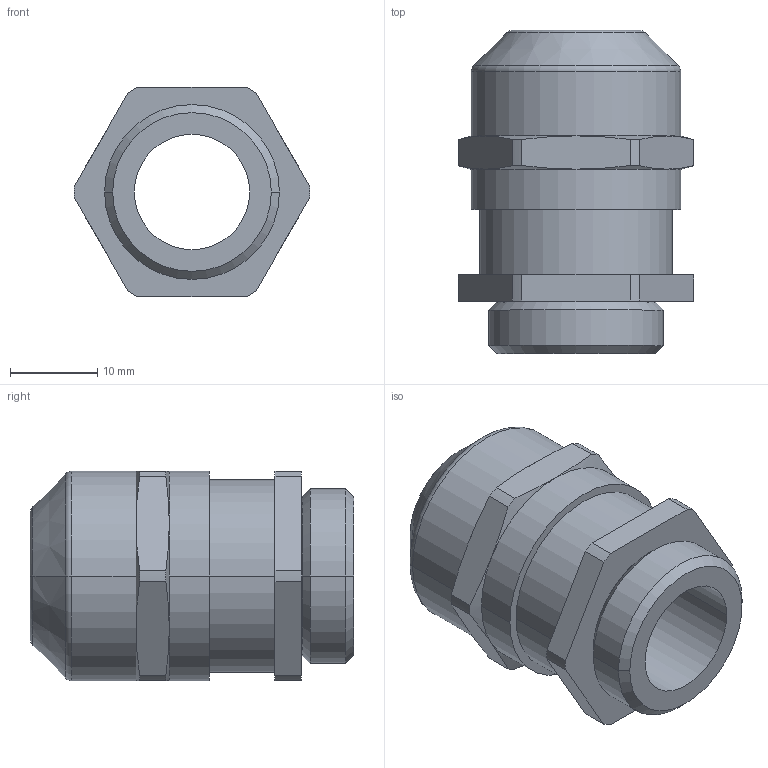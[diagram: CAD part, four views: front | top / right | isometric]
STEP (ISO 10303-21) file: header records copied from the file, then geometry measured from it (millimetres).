
FILE_DESCRIPTION((''),'2;1');
FILE_NAME('EMSKV20_6_SW0001','2021-03-11T11:28:24',('FIJOKON'),(''),'CREO PARAMETRIC BY PTC INC, 2020184','CREO PARAMETRIC BY PTC INC, 2020184','');
FILE_SCHEMA(('AUTOMOTIVE_DESIGN { 1 0 10303 214 1 1 1 1 }'));
Length unit declared in the file: millimetre
Products named in the file (1): EMSKV20_6_SW0001
Bounding box: 27 x 37 x 24 mm (x, y, z)
Surface area: 4987.1 mm2 (no closed solid volume)
Topology: 0 solids, 1 shells, 63 faces, 160 edges, 102 vertices
Faces by surface type: cylinder 22, cone 18, plane 17, torus 6
Entity records: 2620 total; most frequent: CARTESIAN_POINT 482, DIRECTION 372, ORIENTED_EDGE 316, COLOUR_RGB 205, EDGE_CURVE 160, AXIS2_PLACEMENT_3D 157, VERTEX_POINT 102, CIRCLE 84
